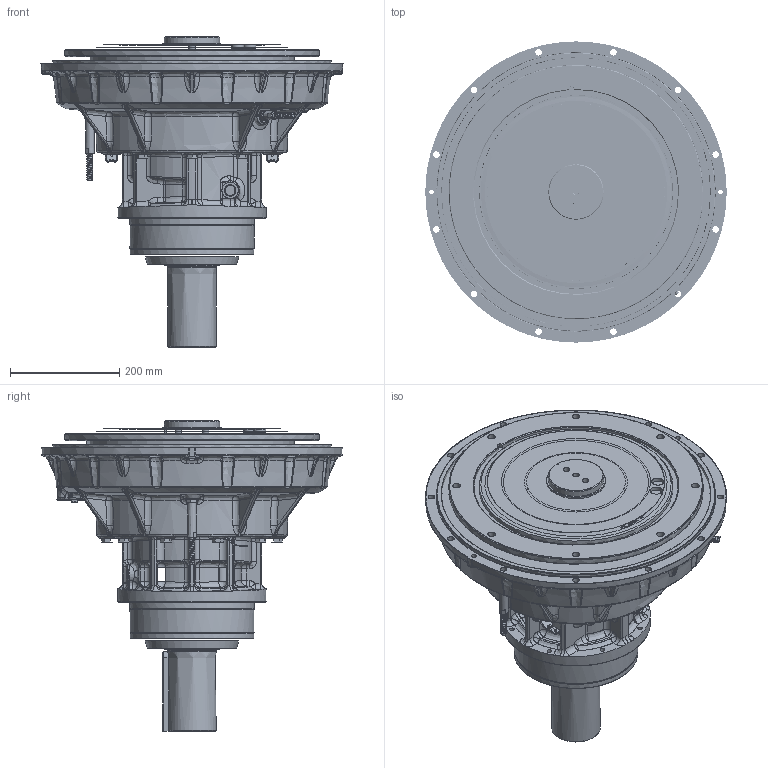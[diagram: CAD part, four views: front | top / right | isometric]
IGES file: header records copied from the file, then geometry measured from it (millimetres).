
Start section: SolidWorks IGES file using analytic representation for surfaces
Global section: file name: 1029135E.igs; native system: SolidWorks 2019; preprocessor: SolidWorks 2019; author: smtservice; date: 210525.160459; units: inch
Bounding box: 554.04 x 552.29 x 569.4 mm (x, y, z)
Surface area: 1536612 mm2 (no closed solid volume)
Topology: 0 solids, 1 shells, 1727 faces, 29082 edges, 28923 vertices
Faces by surface type: bspline 1165, revolution 562
